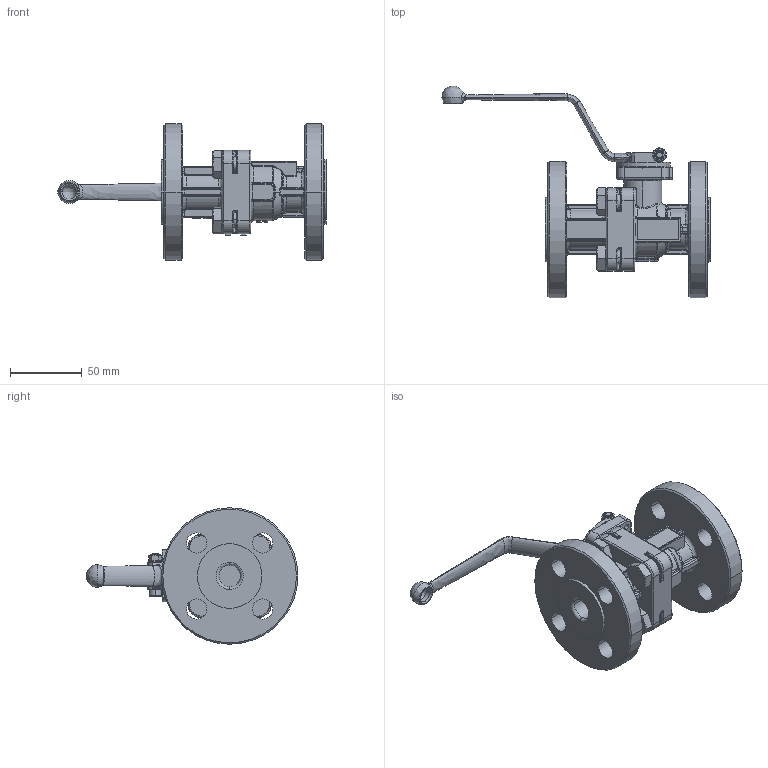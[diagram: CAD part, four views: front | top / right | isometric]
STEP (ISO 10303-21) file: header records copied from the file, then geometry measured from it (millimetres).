
FILE_DESCRIPTION (( 'STEP AP214' ), '1' );
FILE_NAME ('FK05_DN15.STEP', '2022-08-17T12:08:14', ( '' ), ( '' ), 'SwSTEP 2.0', 'SolidWorks 2021', '' );
FILE_SCHEMA (( 'AUTOMOTIVE_DESIGN' ));
Length unit declared in the file: metre
Products named in the file (1): FK05_DN15
Bounding box: 187 x 147.46 x 95 mm (x, y, z)
Volume: 322491.2 mm3; surface area: 76192.8 mm2
Topology: 1 solids, 1 shells, 1421 faces, 3699 edges, 2299 vertices
Faces by surface type: bspline 512, plane 470, cylinder 345, cone 94
Entity records: 73267 total; most frequent: CARTESIAN_POINT 26647, ORIENTED_EDGE 7316, DIRECTION 4964, EDGE_CURVE 3658, VERTEX_POINT 2299, LINE 1684, VECTOR 1684, AXIS2_PLACEMENT_3D 1640
